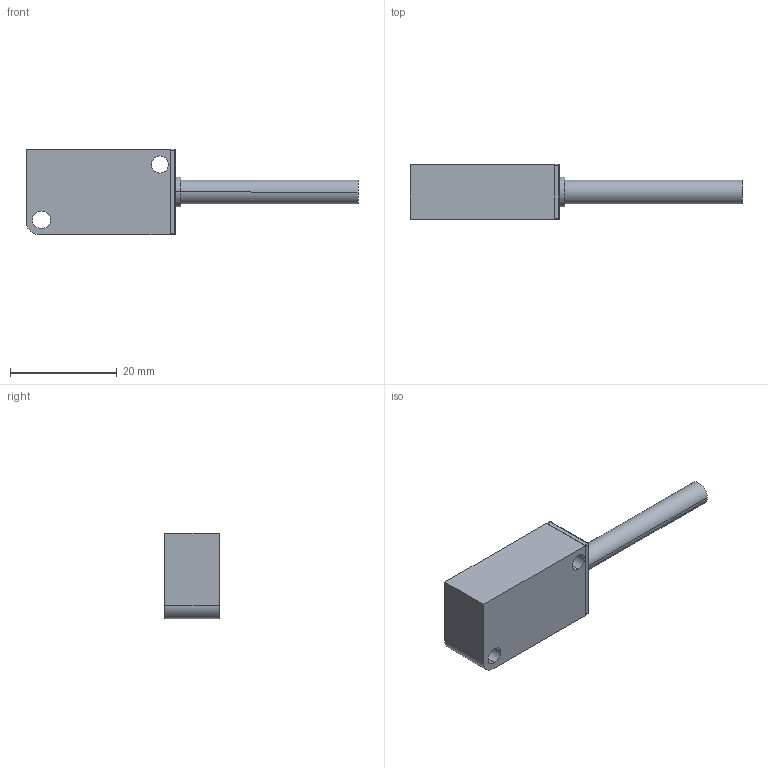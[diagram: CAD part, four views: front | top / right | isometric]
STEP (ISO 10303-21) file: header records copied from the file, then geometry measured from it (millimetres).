
FILE_DESCRIPTION (( 'STEP AP214' ), '1' );
FILE_NAME ('DR10-AN-1A.step', '2018-04-12T19:47:15', ( '' ), ( '' ), 'SwSTEP 2.0', 'SolidWorks 2017', '' );
FILE_SCHEMA (( 'AUTOMOTIVE_DESIGN' ));
Length unit declared in the file: inch
Products named in the file (1): DR10-AN-1A
Bounding box: 62.2 x 10.3 x 16 mm (x, y, z)
Volume: 5029.2 mm3; surface area: 2888.9 mm2
Topology: 3 solids, 3 shells, 44 faces, 99 edges, 58 vertices
Faces by surface type: cylinder 21, plane 17, bspline 4, cone 2
Entity records: 1883 total; most frequent: CARTESIAN_POINT 258, DIRECTION 219, ORIENTED_EDGE 190, EDGE_CURVE 95, AXIS2_PLACEMENT_3D 83, VERTEX_POINT 58, VECTOR 53, LINE 53
